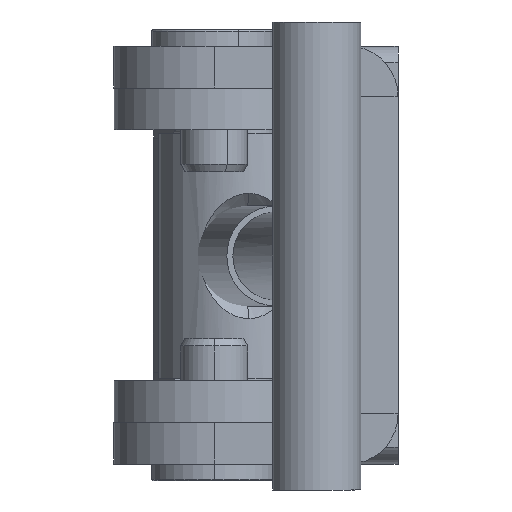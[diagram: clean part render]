
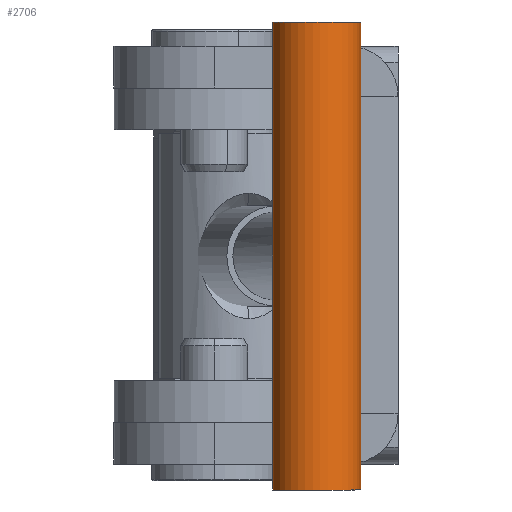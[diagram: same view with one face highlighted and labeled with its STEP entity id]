
A CAD part, left-side view. The second image highlights one B-rep face of the part: STEP entity #2706.
In plain terms, the highlighted cylindrical face has radius 2.64 mm (diameter 5.28 mm), a partial arc.
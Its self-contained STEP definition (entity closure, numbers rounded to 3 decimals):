
#76 = CARTESIAN_POINT ( 'NONE',  ( 2.64, 65., 14. ) ) ;
#107 = DIRECTION ( 'NONE',  ( 0., 0., -1. ) ) ;
#112 = ORIENTED_EDGE ( 'NONE', *, *, #849, .F. ) ;
#183 = CARTESIAN_POINT ( 'NONE',  ( -2.64, 65., 14. ) ) ;
#318 = EDGE_LOOP ( 'NONE', ( #2705, #3032, #2537, #740, #112, #865 ) ) ;
#371 = DIRECTION ( 'NONE',  ( 0., 0., 1. ) ) ;
#423 = AXIS2_PLACEMENT_3D ( 'NONE', #3082, #1143, #3408 ) ;
#576 = DIRECTION ( 'NONE',  ( 0., 0., -1. ) ) ;
#736 = VECTOR ( 'NONE', #2997, 1000. ) ;
#740 = ORIENTED_EDGE ( 'NONE', *, *, #1310, .T. ) ;
#849 = EDGE_CURVE ( 'NONE', #4007, #1020, #1583, .T. ) ;
#850 = EDGE_CURVE ( 'NONE', #3906, #2027, #2444, .T. ) ;
#865 = ORIENTED_EDGE ( 'NONE', *, *, #1014, .F. ) ;
#895 = LINE ( 'NONE', #76, #2119 ) ;
#1014 = EDGE_CURVE ( 'NONE', #1575, #4007, #3003, .T. ) ;
#1020 = VERTEX_POINT ( 'NONE', #2932 ) ;
#1143 = DIRECTION ( 'NONE',  ( 0., 0., 1. ) ) ;
#1164 = DIRECTION ( 'NONE',  ( 1., 0., 0. ) ) ;
#1310 = EDGE_CURVE ( 'NONE', #2027, #1020, #3369, .T. ) ;
#1455 = DIRECTION ( 'NONE',  ( 0., 0., -1. ) ) ;
#1575 = VERTEX_POINT ( 'NONE', #183 ) ;
#1583 = LINE ( 'NONE', #3673, #736 ) ;
#1670 = CARTESIAN_POINT ( 'NONE',  ( 2.64, 65., 14. ) ) ;
#1750 = CIRCLE ( 'NONE', #423, 2.64 ) ;
#1769 = CARTESIAN_POINT ( 'NONE',  ( -2.64, 65., 0. ) ) ;
#1848 = DIRECTION ( 'NONE',  ( -1., 0., 0. ) ) ;
#2027 = VERTEX_POINT ( 'NONE', #2382 ) ;
#2030 = CARTESIAN_POINT ( 'NONE',  ( 2.64, 65., 14. ) ) ;
#2046 = VECTOR ( 'NONE', #3912, 1000. ) ;
#2119 = VECTOR ( 'NONE', #1455, 1000. ) ;
#2239 = EDGE_CURVE ( 'NONE', #2350, #3906, #895, .T. ) ;
#2350 = VERTEX_POINT ( 'NONE', #1670 ) ;
#2382 = CARTESIAN_POINT ( 'NONE',  ( 2.64, 65., -14. ) ) ;
#2444 = LINE ( 'NONE', #2030, #3305 ) ;
#2537 = ORIENTED_EDGE ( 'NONE', *, *, #850, .T. ) ;
#2705 = ORIENTED_EDGE ( 'NONE', *, *, #3537, .F. ) ;
#2706 = ADVANCED_FACE ( 'NONE', ( #3734 ), #2768, .T. ) ;
#2768 = CYLINDRICAL_SURFACE ( 'NONE', #3553, 2.64 ) ;
#2782 = AXIS2_PLACEMENT_3D ( 'NONE', #3104, #371, #1164 ) ;
#2932 = CARTESIAN_POINT ( 'NONE',  ( -2.64, 65., -14. ) ) ;
#2997 = DIRECTION ( 'NONE',  ( 0., 0., -1. ) ) ;
#2999 = CARTESIAN_POINT ( 'NONE',  ( 2.64, 65., 0. ) ) ;
#3003 = LINE ( 'NONE', #3253, #2046 ) ;
#3032 = ORIENTED_EDGE ( 'NONE', *, *, #2239, .T. ) ;
#3082 = CARTESIAN_POINT ( 'NONE',  ( 0., 65., 14. ) ) ;
#3104 = CARTESIAN_POINT ( 'NONE',  ( 0., 65., -14. ) ) ;
#3253 = CARTESIAN_POINT ( 'NONE',  ( -2.64, 65., 14. ) ) ;
#3305 = VECTOR ( 'NONE', #107, 1000. ) ;
#3369 = CIRCLE ( 'NONE', #2782, 2.64 ) ;
#3408 = DIRECTION ( 'NONE',  ( 1., 0., 0. ) ) ;
#3537 = EDGE_CURVE ( 'NONE', #2350, #1575, #1750, .T. ) ;
#3553 = AXIS2_PLACEMENT_3D ( 'NONE', #4114, #576, #1848 ) ;
#3673 = CARTESIAN_POINT ( 'NONE',  ( -2.64, 65., 14. ) ) ;
#3734 = FACE_OUTER_BOUND ( 'NONE', #318, .T. ) ;
#3906 = VERTEX_POINT ( 'NONE', #2999 ) ;
#3912 = DIRECTION ( 'NONE',  ( 0., 0., -1. ) ) ;
#4007 = VERTEX_POINT ( 'NONE', #1769 ) ;
#4114 = CARTESIAN_POINT ( 'NONE',  ( 0., 65., 14. ) ) ;
